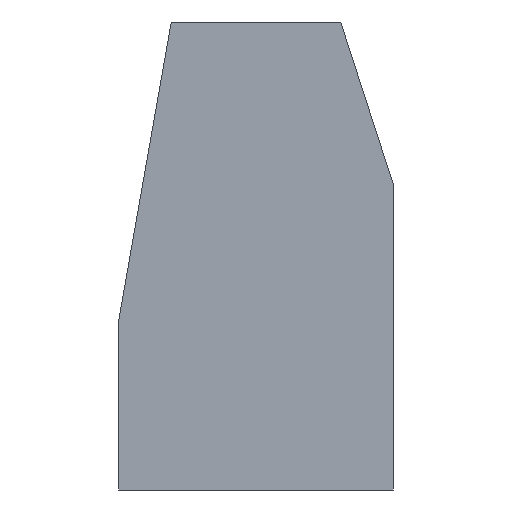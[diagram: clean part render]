
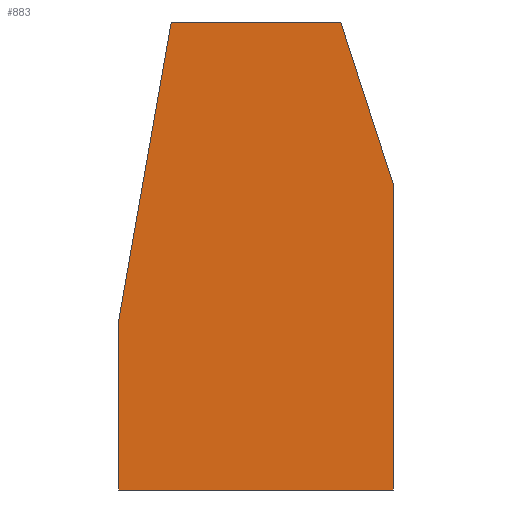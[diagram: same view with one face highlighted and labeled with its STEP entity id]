
A CAD part, left-side view. The second image highlights one B-rep face of the part: STEP entity #883.
In plain terms, the highlighted planar face has unit normal (-1, 0, 0).
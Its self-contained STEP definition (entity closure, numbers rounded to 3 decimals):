
#43 = PLANE('',#44);
#44 = AXIS2_PLACEMENT_3D('',#45,#46,#47);
#45 = CARTESIAN_POINT('',(12.5,-4.05,0.));
#46 = DIRECTION('',(0.,-1.,0.));
#47 = DIRECTION('',(-1.,0.,0.));
#154 = VERTEX_POINT('',#155);
#155 = CARTESIAN_POINT('',(-2.5,-4.05,0.));
#169 = PLANE('',#170);
#170 = AXIS2_PLACEMENT_3D('',#171,#172,#173);
#171 = CARTESIAN_POINT('',(-2.5,4.05,0.));
#172 = DIRECTION('',(0.,0.,1.));
#173 = DIRECTION('',(1.,0.,0.));
#210 = VERTEX_POINT('',#211);
#211 = CARTESIAN_POINT('',(-2.5,-4.05,9.));
#225 = PLANE('',#226);
#226 = AXIS2_PLACEMENT_3D('',#227,#228,#229);
#227 = CARTESIAN_POINT('',(-2.5,-2.5,13.8));
#228 = DIRECTION('',(0.,0.952,-0.307));
#229 = DIRECTION('',(0.,-0.307,-0.952));
#237 = EDGE_CURVE('',#154,#210,#238,.T.);
#238 = SURFACE_CURVE('',#239,(#243,#250),.PCURVE_S1.);
#239 = LINE('',#240,#241);
#240 = CARTESIAN_POINT('',(-2.5,-4.05,0.));
#241 = VECTOR('',#242,1.);
#242 = DIRECTION('',(0.,0.,1.));
#243 = PCURVE('',#43,#244);
#244 = DEFINITIONAL_REPRESENTATION('',(#245),#249);
#245 = LINE('',#246,#247);
#246 = CARTESIAN_POINT('',(15.,0.));
#247 = VECTOR('',#248,1.);
#248 = DIRECTION('',(0.,-1.));
#249 = ( GEOMETRIC_REPRESENTATION_CONTEXT(2) 
PARAMETRIC_REPRESENTATION_CONTEXT() REPRESENTATION_CONTEXT('2D SPACE',''
  ) );
#250 = PCURVE('',#251,#256);
#251 = PLANE('',#252);
#252 = AXIS2_PLACEMENT_3D('',#253,#254,#255);
#253 = CARTESIAN_POINT('',(-2.5,-4.05,0.));
#254 = DIRECTION('',(-1.,0.,0.));
#255 = DIRECTION('',(0.,1.,0.));
#256 = DEFINITIONAL_REPRESENTATION('',(#257),#261);
#257 = LINE('',#258,#259);
#258 = CARTESIAN_POINT('',(0.,0.));
#259 = VECTOR('',#260,1.);
#260 = DIRECTION('',(0.,-1.));
#261 = ( GEOMETRIC_REPRESENTATION_CONTEXT(2) 
PARAMETRIC_REPRESENTATION_CONTEXT() REPRESENTATION_CONTEXT('2D SPACE',''
  ) );
#711 = VERTEX_POINT('',#712);
#712 = CARTESIAN_POINT('',(-2.5,4.05,0.));
#728 = PLANE('',#729);
#729 = AXIS2_PLACEMENT_3D('',#730,#731,#732);
#730 = CARTESIAN_POINT('',(-2.5,4.05,0.));
#731 = DIRECTION('',(0.,1.,0.));
#732 = DIRECTION('',(1.,0.,0.));
#762 = EDGE_CURVE('',#154,#711,#763,.T.);
#763 = SURFACE_CURVE('',#764,(#768,#775),.PCURVE_S1.);
#764 = LINE('',#765,#766);
#765 = CARTESIAN_POINT('',(-2.5,-4.05,0.));
#766 = VECTOR('',#767,1.);
#767 = DIRECTION('',(0.,1.,0.));
#768 = PCURVE('',#169,#769);
#769 = DEFINITIONAL_REPRESENTATION('',(#770),#774);
#770 = LINE('',#771,#772);
#771 = CARTESIAN_POINT('',(0.,-8.1));
#772 = VECTOR('',#773,1.);
#773 = DIRECTION('',(0.,1.));
#774 = ( GEOMETRIC_REPRESENTATION_CONTEXT(2) 
PARAMETRIC_REPRESENTATION_CONTEXT() REPRESENTATION_CONTEXT('2D SPACE',''
  ) );
#775 = PCURVE('',#251,#776);
#776 = DEFINITIONAL_REPRESENTATION('',(#777),#781);
#777 = LINE('',#778,#779);
#778 = CARTESIAN_POINT('',(0.,0.));
#779 = VECTOR('',#780,1.);
#780 = DIRECTION('',(1.,0.));
#781 = ( GEOMETRIC_REPRESENTATION_CONTEXT(2) 
PARAMETRIC_REPRESENTATION_CONTEXT() REPRESENTATION_CONTEXT('2D SPACE',''
  ) );
#825 = PLANE('',#826);
#826 = AXIS2_PLACEMENT_3D('',#827,#828,#829);
#827 = CARTESIAN_POINT('',(-2.5,4.05,5.));
#828 = DIRECTION('',(0.,-0.985,-0.173));
#829 = DIRECTION('',(0.,-0.173,0.985));
#852 = PLANE('',#853);
#853 = AXIS2_PLACEMENT_3D('',#854,#855,#856);
#854 = CARTESIAN_POINT('',(-2.5,4.05,13.8));
#855 = DIRECTION('',(0.,0.,1.));
#856 = DIRECTION('',(1.,0.,0.));
#883 = ADVANCED_FACE('',(#884),#251,.T.);
#884 = FACE_BOUND('',#885,.T.);
#885 = EDGE_LOOP('',(#886,#887,#888,#911,#934,#957));
#886 = ORIENTED_EDGE('',*,*,#762,.F.);
#887 = ORIENTED_EDGE('',*,*,#237,.T.);
#888 = ORIENTED_EDGE('',*,*,#889,.F.);
#889 = EDGE_CURVE('',#890,#210,#892,.T.);
#890 = VERTEX_POINT('',#891);
#891 = CARTESIAN_POINT('',(-2.5,-2.5,13.8));
#892 = SURFACE_CURVE('',#893,(#897,#904),.PCURVE_S1.);
#893 = LINE('',#894,#895);
#894 = CARTESIAN_POINT('',(-2.5,-2.5,13.8));
#895 = VECTOR('',#896,1.);
#896 = DIRECTION('',(0.,-0.307,-0.952));
#897 = PCURVE('',#251,#898);
#898 = DEFINITIONAL_REPRESENTATION('',(#899),#903);
#899 = LINE('',#900,#901);
#900 = CARTESIAN_POINT('',(1.55,-13.8));
#901 = VECTOR('',#902,1.);
#902 = DIRECTION('',(-0.307,0.952));
#903 = ( GEOMETRIC_REPRESENTATION_CONTEXT(2) 
PARAMETRIC_REPRESENTATION_CONTEXT() REPRESENTATION_CONTEXT('2D SPACE',''
  ) );
#904 = PCURVE('',#225,#905);
#905 = DEFINITIONAL_REPRESENTATION('',(#906),#910);
#906 = LINE('',#907,#908);
#907 = CARTESIAN_POINT('',(0.,0.));
#908 = VECTOR('',#909,1.);
#909 = DIRECTION('',(1.,0.));
#910 = ( GEOMETRIC_REPRESENTATION_CONTEXT(2) 
PARAMETRIC_REPRESENTATION_CONTEXT() REPRESENTATION_CONTEXT('2D SPACE',''
  ) );
#911 = ORIENTED_EDGE('',*,*,#912,.T.);
#912 = EDGE_CURVE('',#890,#913,#915,.T.);
#913 = VERTEX_POINT('',#914);
#914 = CARTESIAN_POINT('',(-2.5,2.5,13.8));
#915 = SURFACE_CURVE('',#916,(#920,#927),.PCURVE_S1.);
#916 = LINE('',#917,#918);
#917 = CARTESIAN_POINT('',(-2.5,-4.05,13.8));
#918 = VECTOR('',#919,1.);
#919 = DIRECTION('',(0.,1.,0.));
#920 = PCURVE('',#251,#921);
#921 = DEFINITIONAL_REPRESENTATION('',(#922),#926);
#922 = LINE('',#923,#924);
#923 = CARTESIAN_POINT('',(0.,-13.8));
#924 = VECTOR('',#925,1.);
#925 = DIRECTION('',(1.,0.));
#926 = ( GEOMETRIC_REPRESENTATION_CONTEXT(2) 
PARAMETRIC_REPRESENTATION_CONTEXT() REPRESENTATION_CONTEXT('2D SPACE',''
  ) );
#927 = PCURVE('',#852,#928);
#928 = DEFINITIONAL_REPRESENTATION('',(#929),#933);
#929 = LINE('',#930,#931);
#930 = CARTESIAN_POINT('',(0.,-8.1));
#931 = VECTOR('',#932,1.);
#932 = DIRECTION('',(0.,1.));
#933 = ( GEOMETRIC_REPRESENTATION_CONTEXT(2) 
PARAMETRIC_REPRESENTATION_CONTEXT() REPRESENTATION_CONTEXT('2D SPACE',''
  ) );
#934 = ORIENTED_EDGE('',*,*,#935,.F.);
#935 = EDGE_CURVE('',#936,#913,#938,.T.);
#936 = VERTEX_POINT('',#937);
#937 = CARTESIAN_POINT('',(-2.5,4.05,5.));
#938 = SURFACE_CURVE('',#939,(#943,#950),.PCURVE_S1.);
#939 = LINE('',#940,#941);
#940 = CARTESIAN_POINT('',(-2.5,4.05,5.));
#941 = VECTOR('',#942,1.);
#942 = DIRECTION('',(0.,-0.173,0.985));
#943 = PCURVE('',#251,#944);
#944 = DEFINITIONAL_REPRESENTATION('',(#945),#949);
#945 = LINE('',#946,#947);
#946 = CARTESIAN_POINT('',(8.1,-5.));
#947 = VECTOR('',#948,1.);
#948 = DIRECTION('',(-0.173,-0.985));
#949 = ( GEOMETRIC_REPRESENTATION_CONTEXT(2) 
PARAMETRIC_REPRESENTATION_CONTEXT() REPRESENTATION_CONTEXT('2D SPACE',''
  ) );
#950 = PCURVE('',#825,#951);
#951 = DEFINITIONAL_REPRESENTATION('',(#952),#956);
#952 = LINE('',#953,#954);
#953 = CARTESIAN_POINT('',(0.,0.));
#954 = VECTOR('',#955,1.);
#955 = DIRECTION('',(1.,0.));
#956 = ( GEOMETRIC_REPRESENTATION_CONTEXT(2) 
PARAMETRIC_REPRESENTATION_CONTEXT() REPRESENTATION_CONTEXT('2D SPACE',''
  ) );
#957 = ORIENTED_EDGE('',*,*,#958,.F.);
#958 = EDGE_CURVE('',#711,#936,#959,.T.);
#959 = SURFACE_CURVE('',#960,(#964,#971),.PCURVE_S1.);
#960 = LINE('',#961,#962);
#961 = CARTESIAN_POINT('',(-2.5,4.05,0.));
#962 = VECTOR('',#963,1.);
#963 = DIRECTION('',(0.,0.,1.));
#964 = PCURVE('',#251,#965);
#965 = DEFINITIONAL_REPRESENTATION('',(#966),#970);
#966 = LINE('',#967,#968);
#967 = CARTESIAN_POINT('',(8.1,0.));
#968 = VECTOR('',#969,1.);
#969 = DIRECTION('',(0.,-1.));
#970 = ( GEOMETRIC_REPRESENTATION_CONTEXT(2) 
PARAMETRIC_REPRESENTATION_CONTEXT() REPRESENTATION_CONTEXT('2D SPACE',''
  ) );
#971 = PCURVE('',#728,#972);
#972 = DEFINITIONAL_REPRESENTATION('',(#973),#977);
#973 = LINE('',#974,#975);
#974 = CARTESIAN_POINT('',(0.,0.));
#975 = VECTOR('',#976,1.);
#976 = DIRECTION('',(0.,-1.));
#977 = ( GEOMETRIC_REPRESENTATION_CONTEXT(2) 
PARAMETRIC_REPRESENTATION_CONTEXT() REPRESENTATION_CONTEXT('2D SPACE',''
  ) );
